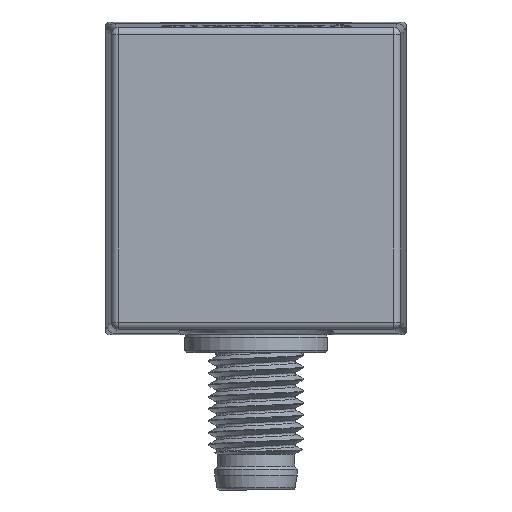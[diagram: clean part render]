
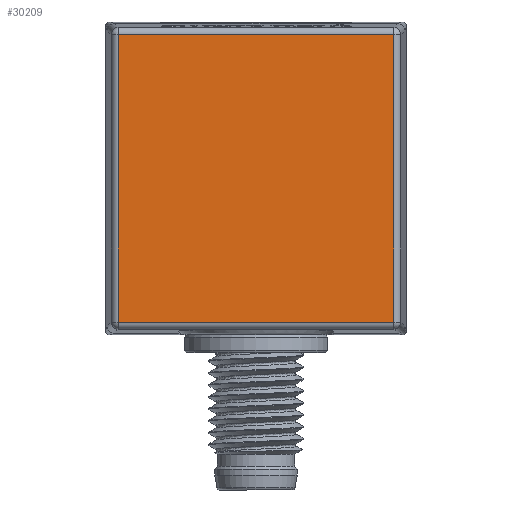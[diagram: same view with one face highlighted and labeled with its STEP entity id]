
A CAD part, front view. The second image highlights one B-rep face of the part: STEP entity #30209.
In plain terms, the highlighted planar face has unit normal (0, -1, 0).
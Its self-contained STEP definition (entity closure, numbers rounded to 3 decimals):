
#2807=FACE_OUTER_BOUND('',#4471,.T.);
#4471=EDGE_LOOP('',(#20462,#20463,#20464,#20465));
#6538=LINE('',#42578,#9334);
#6541=LINE('',#42593,#9337);
#6542=LINE('',#42595,#9338);
#6544=LINE('',#42598,#9340);
#9334=VECTOR('',#34042,23.078);
#9337=VECTOR('',#34063,24.078);
#9338=VECTOR('',#34066,23.078);
#9340=VECTOR('',#34070,24.078);
#12197=VERTEX_POINT('',#42569);
#12198=VERTEX_POINT('',#42573);
#12200=VERTEX_POINT('',#42581);
#12201=VERTEX_POINT('',#42588);
#15338=EDGE_CURVE('',#12197,#12198,#6538,.T.);
#15346=EDGE_CURVE('',#12198,#12201,#6541,.T.);
#15347=EDGE_CURVE('',#12201,#12200,#6542,.T.);
#15349=EDGE_CURVE('',#12200,#12197,#6544,.T.);
#20462=ORIENTED_EDGE('',*,*,#15338,.F.);
#20463=ORIENTED_EDGE('',*,*,#15349,.F.);
#20464=ORIENTED_EDGE('',*,*,#15347,.F.);
#20465=ORIENTED_EDGE('',*,*,#15346,.F.);
#27572=PLANE('',#31791);
#30209=ADVANCED_FACE('',(#2807),#27572,.T.);
#31791=AXIS2_PLACEMENT_3D('',#42621,#34084,#34085);
#34042=DIRECTION('',(-1.,0.,0.));
#34063=DIRECTION('',(0.,0.,1.));
#34066=DIRECTION('',(1.,0.,0.));
#34070=DIRECTION('',(0.,0.,-1.));
#34084=DIRECTION('center_axis',(0.,-1.,0.));
#34085=DIRECTION('ref_axis',(1.,0.,0.));
#42569=CARTESIAN_POINT('',(11.539,-78.5,-14.539));
#42573=CARTESIAN_POINT('',(-11.539,-78.5,-14.539));
#42578=CARTESIAN_POINT('',(6.3,-78.5,-14.539));
#42581=CARTESIAN_POINT('',(11.539,-78.5,9.539));
#42588=CARTESIAN_POINT('',(-11.539,-78.5,9.539));
#42593=CARTESIAN_POINT('',(-11.539,-78.5,-9.05));
#42595=CARTESIAN_POINT('',(-6.3,-78.5,9.539));
#42598=CARTESIAN_POINT('',(11.539,-78.5,4.05));
#42621=CARTESIAN_POINT('Origin',(0.,-78.5,
-2.5));
